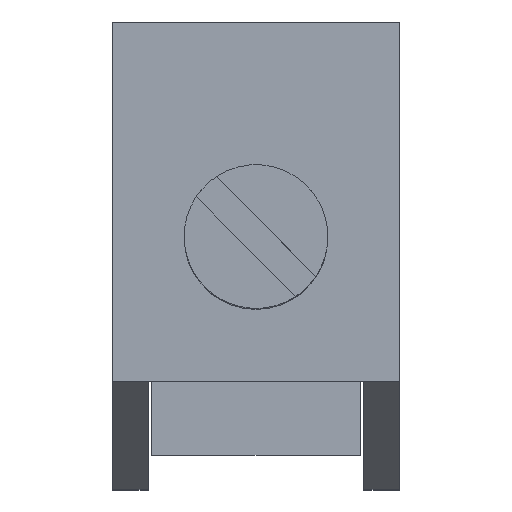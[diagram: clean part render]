
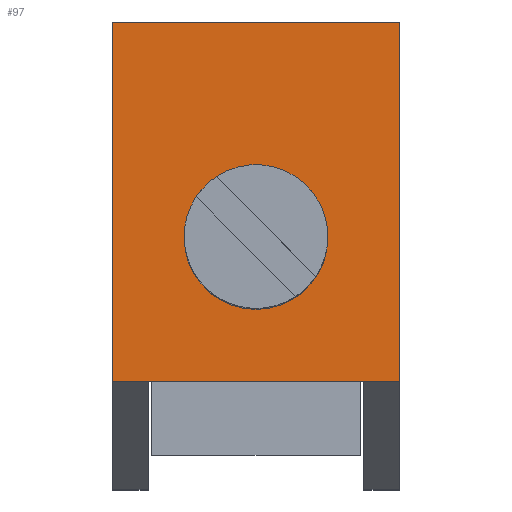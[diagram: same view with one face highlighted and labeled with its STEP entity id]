
A CAD part, top view. The second image highlights one B-rep face of the part: STEP entity #97.
In plain terms, the highlighted planar face has unit normal (0, 0, 1).
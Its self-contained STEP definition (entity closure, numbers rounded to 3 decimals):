
#97=ADVANCED_FACE('',(#232,#233),#234,.T.);
#232=FACE_OUTER_BOUND('',#401,.T.);
#233=FACE_BOUND('',#402,.T.);
#234=PLANE('',#403);
#401=EDGE_LOOP('',(#623,#624,#625,#626));
#402=EDGE_LOOP('',(#627,#628));
#403=AXIS2_PLACEMENT_3D('',#629,#630,#631);
#623=ORIENTED_EDGE('',*,*,#1065,.F.);
#624=ORIENTED_EDGE('',*,*,#1066,.F.);
#625=ORIENTED_EDGE('',*,*,#1058,.F.);
#626=ORIENTED_EDGE('',*,*,#1067,.T.);
#627=ORIENTED_EDGE('',*,*,#1068,.T.);
#628=ORIENTED_EDGE('',*,*,#1051,.T.);
#629=CARTESIAN_POINT('',(6.0,13.998,23.7));
#630=DIRECTION('',(0.0,-0.0,1.0));
#631=DIRECTION('',(0.0,1.0,0.0));
#1051=EDGE_CURVE('',#1267,#1265,#1268,.T.);
#1058=EDGE_CURVE('',#1277,#1279,#1280,.T.);
#1065=EDGE_CURVE('',#1291,#1292,#1293,.T.);
#1066=EDGE_CURVE('',#1279,#1291,#1294,.T.);
#1067=EDGE_CURVE('',#1277,#1292,#1295,.T.);
#1068=EDGE_CURVE('',#1265,#1267,#1296,.T.);
#1265=VERTEX_POINT('',#1560);
#1267=VERTEX_POINT('',#1563);
#1268=CIRCLE('',#1564,3.0);
#1277=VERTEX_POINT('',#1577);
#1279=VERTEX_POINT('',#1580);
#1280=LINE('',#1581,#1582);
#1291=VERTEX_POINT('',#1598);
#1292=VERTEX_POINT('',#1599);
#1293=LINE('',#1600,#1601);
#1294=LINE('',#1602,#1603);
#1295=LINE('',#1604,#1605);
#1296=CIRCLE('',#1606,3.0);
#1560=CARTESIAN_POINT('',(6.0,13.498,23.7));
#1563=CARTESIAN_POINT('',(6.0,7.498,23.7));
#1564=AXIS2_PLACEMENT_3D('',#1931,#1932,#1933);
#1577=CARTESIAN_POINT('',(12.0,19.498,23.7));
#1580=CARTESIAN_POINT('',(12.0,4.498,23.7));
#1581=CARTESIAN_POINT('',(12.0,10.498,23.7));
#1582=VECTOR('',#1939,1.0);
#1598=CARTESIAN_POINT('',(0.0,4.498,23.7));
#1599=CARTESIAN_POINT('',(0.0,19.498,23.7));
#1600=CARTESIAN_POINT('',(0.0,-165.564,23.7));
#1601=VECTOR('',#1945,1.0);
#1602=CARTESIAN_POINT('',(6.0,4.498,23.7));
#1603=VECTOR('',#1946,1.0);
#1604=CARTESIAN_POINT('',(6.0,19.498,23.7));
#1605=VECTOR('',#1947,1.0);
#1606=AXIS2_PLACEMENT_3D('',#1948,#1949,#1950);
#1931=CARTESIAN_POINT('',(6.0,10.498,23.7));
#1932=DIRECTION('',(0.0,0.0,-1.0));
#1933=DIRECTION('',(0.0,-1.0,0.0));
#1939=DIRECTION('',(0.0,-1.0,0.0));
#1945=DIRECTION('',(0.0,1.0,0.0));
#1946=DIRECTION('',(-1.0,0.0,0.0));
#1947=DIRECTION('',(-1.0,0.0,0.0));
#1948=CARTESIAN_POINT('',(6.0,10.498,23.7));
#1949=DIRECTION('',(0.0,0.0,-1.0));
#1950=DIRECTION('',(0.0,-1.0,0.0));
